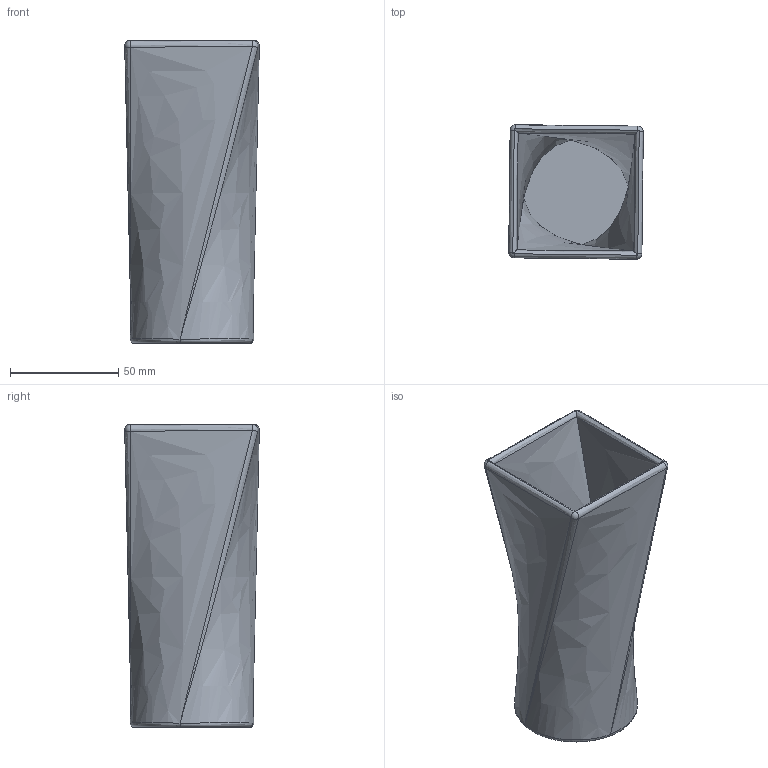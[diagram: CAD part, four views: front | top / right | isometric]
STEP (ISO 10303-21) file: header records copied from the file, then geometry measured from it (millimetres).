
FILE_DESCRIPTION (( 'STEP AP214' ), '1' );
FILE_NAME ('Twist Cup I.STEP', '2014-07-28T14:48:47', ( '' ), ( '' ), 'SwSTEP 2.0', 'SolidWorks 2014', '' );
FILE_SCHEMA (( 'AUTOMOTIVE_DESIGN' ));
Length unit declared in the file: inch
Products named in the file (1): Twist Cup I
Bounding box: 62.1 x 62.1 x 139.62 mm (x, y, z)
Volume: 103111.1 mm3; surface area: 54718.3 mm2
Topology: 1 solids, 1 shells, 36 faces, 92 edges, 56 vertices
Faces by surface type: bspline 28, sphere 6, plane 2
Entity records: 4840 total; most frequent: CARTESIAN_POINT 4177, ORIENTED_EDGE 172, EDGE_CURVE 86, DIRECTION 66, B_SPLINE_CURVE_WITH_KNOTS 62, VERTEX_POINT 52, ADVANCED_FACE 36, FACE_OUTER_BOUND 36
